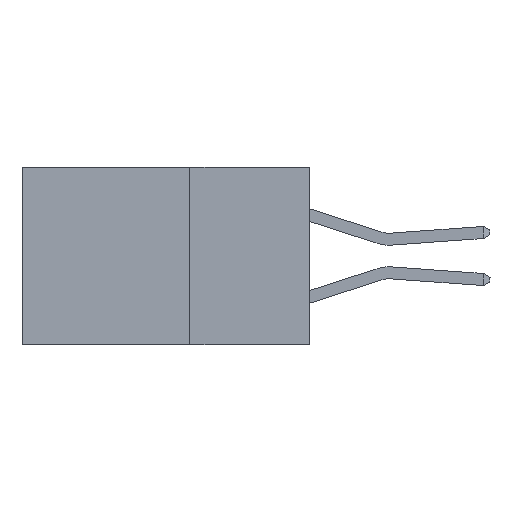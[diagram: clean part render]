
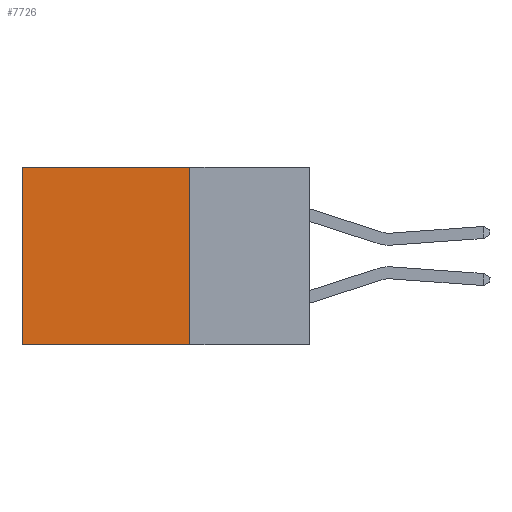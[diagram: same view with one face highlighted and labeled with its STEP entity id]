
A CAD part, left-side view. The second image highlights one B-rep face of the part: STEP entity #7726.
In plain terms, the highlighted planar face has unit normal (-1, 0, 0).
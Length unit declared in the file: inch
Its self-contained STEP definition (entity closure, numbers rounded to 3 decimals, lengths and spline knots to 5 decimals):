
#639 = EDGE_CURVE ( 'NONE', #14980, #11630, #13022, .T. ) ;
#964 = CARTESIAN_POINT ( 'NONE',  ( 0.298, 0.6, 0. ) ) ;
#996 = AXIS2_PLACEMENT_3D ( 'NONE', #2474, #11112, #15578 ) ;
#1557 = DIRECTION ( 'NONE',  ( 0., 1., 0. ) ) ;
#2474 = CARTESIAN_POINT ( 'NONE',  ( 0.298, 0.25, 0. ) ) ;
#4215 = ORIENTED_EDGE ( 'NONE', *, *, #9278, .T. ) ;
#5068 = CARTESIAN_POINT ( 'NONE',  ( 0.298, 0.25, 0. ) ) ;
#5098 = DIRECTION ( 'NONE',  ( 0., 0., -1. ) ) ;
#5490 = EDGE_CURVE ( 'NONE', #10631, #7712, #21532, .T. ) ;
#5961 = VECTOR ( 'NONE', #1557, 39.37008 ) ;
#6896 = PLANE ( 'NONE',  #996 ) ;
#7712 = VERTEX_POINT ( 'NONE', #13406 ) ;
#7726 = ADVANCED_FACE ( 'NONE', ( #21800 ), #6896, .F. ) ;
#8283 = ORIENTED_EDGE ( 'NONE', *, *, #5490, .T. ) ;
#9278 = EDGE_CURVE ( 'NONE', #14980, #10631, #17259, .T. ) ;
#10446 = CARTESIAN_POINT ( 'NONE',  ( 0.298, 0.25, -0.37 ) ) ;
#10631 = VERTEX_POINT ( 'NONE', #964 ) ;
#11112 = DIRECTION ( 'NONE',  ( 1., 0., 0. ) ) ;
#11548 = DIRECTION ( 'NONE',  ( 0., 1., 0. ) ) ;
#11630 = VERTEX_POINT ( 'NONE', #10446 ) ;
#13022 = LINE ( 'NONE', #26801, #22239 ) ;
#13406 = CARTESIAN_POINT ( 'NONE',  ( 0.298, 0.6, -0.37 ) ) ;
#13738 = EDGE_CURVE ( 'NONE', #11630, #7712, #16121, .T. ) ;
#14980 = VERTEX_POINT ( 'NONE', #20538 ) ;
#15578 = DIRECTION ( 'NONE',  ( 0., 0., -1. ) ) ;
#16121 = LINE ( 'NONE', #27442, #5961 ) ;
#17259 = LINE ( 'NONE', #5068, #23075 ) ;
#18833 = ORIENTED_EDGE ( 'NONE', *, *, #13738, .F. ) ;
#19842 = CARTESIAN_POINT ( 'NONE',  ( 0.298, 0.6, 0. ) ) ;
#20538 = CARTESIAN_POINT ( 'NONE',  ( 0.298, 0.25, 0. ) ) ;
#21532 = LINE ( 'NONE', #19842, #21910 ) ;
#21800 = FACE_OUTER_BOUND ( 'NONE', #25188, .T. ) ;
#21840 = DIRECTION ( 'NONE',  ( 0., 0., -1. ) ) ;
#21910 = VECTOR ( 'NONE', #21840, 39.37008 ) ;
#22239 = VECTOR ( 'NONE', #5098, 39.37008 ) ;
#23075 = VECTOR ( 'NONE', #11548, 39.37008 ) ;
#25188 = EDGE_LOOP ( 'NONE', ( #8283, #18833, #26675, #4215 ) ) ;
#26675 = ORIENTED_EDGE ( 'NONE', *, *, #639, .F. ) ;
#26801 = CARTESIAN_POINT ( 'NONE',  ( 0.298, 0.25, 0. ) ) ;
#27442 = CARTESIAN_POINT ( 'NONE',  ( 0.298, 0.25, -0.37 ) ) ;
